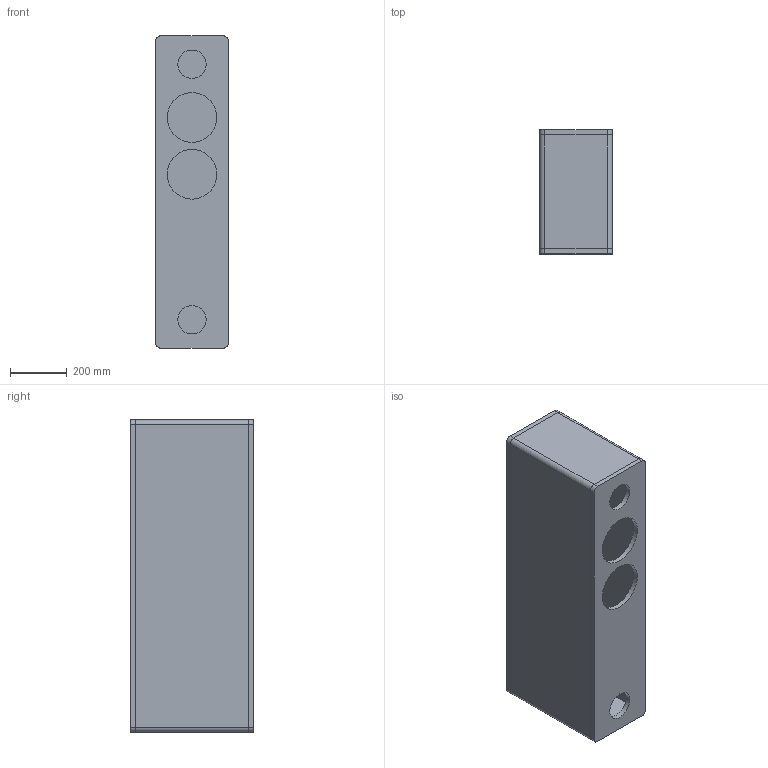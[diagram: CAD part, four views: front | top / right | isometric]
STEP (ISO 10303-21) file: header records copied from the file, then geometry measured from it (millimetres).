
FILE_DESCRIPTION(/* description */ (''),/* implementation_level */ '2;1');
FILE_NAME(/* name */ 'TWR MK1.step',/* time_stamp */ '2026-01-11T02:19:23+01:00',/* author */ (''),/* organization */ (''),/* preprocessor_version */ 'ST-DEVELOPER v20.1',/* originating_system */ 'Autodesk Translation Framework v14.21.0.0',/* authorisation */ '');
FILE_SCHEMA (('AUTOMOTIVE_DESIGN { 1 0 10303 214 3 1 1 }'));
Length unit declared in the file: millimetre
Products named in the file (7): Small Speaker; Component1; Component2; Component3; Component3(Mirror); Component7; Component1(Mirror) (1)
Assembly tree (6 placements, depth 2):
  Small Speaker
    Component1
    Component2
    Component3
    Component3(Mirror)
    Component7
    Component1(Mirror) (1)
Bounding box: 256 x 436 x 1100 mm (x, y, z)
Volume: 31711320.5 mm3; surface area: 3886787.8 mm2
Topology: 7 solids, 7 shells, 63 faces, 147 edges, 98 vertices
Faces by surface type: plane 38, cylinder 25
Full cylindrical faces by diameter (mm): 75 x1, 100 x4, 175 x4
Entity records: 2059 total; most frequent: DIRECTION 349, CARTESIAN_POINT 321, ORIENTED_EDGE 294, EDGE_CURVE 147, AXIS2_PLACEMENT_3D 126, VERTEX_POINT 98, LINE 97, VECTOR 97
